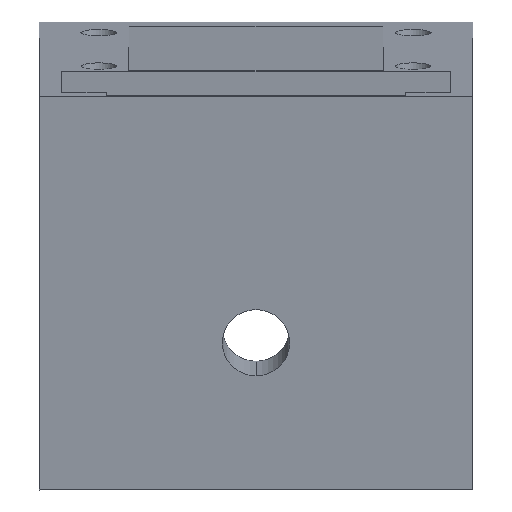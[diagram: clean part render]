
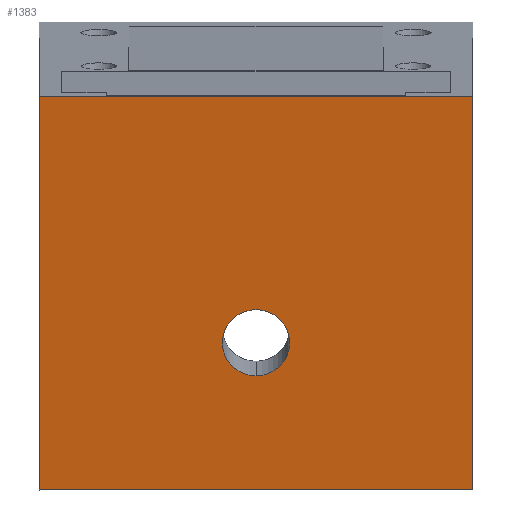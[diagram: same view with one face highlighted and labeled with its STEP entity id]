
A CAD part, top view. The second image highlights one B-rep face of the part: STEP entity #1383.
In plain terms, the highlighted face is planar.
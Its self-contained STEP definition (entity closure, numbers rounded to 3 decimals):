
#17 = CARTESIAN_POINT ( 'NONE',  ( 0., -34.446, 2.4 ) ) ;
#39 = FACE_BOUND ( 'NONE', #696, .T. ) ;
#70 = LINE ( 'NONE', #736, #633 ) ;
#95 = AXIS2_PLACEMENT_3D ( 'NONE', #267, #1031, #827 ) ;
#115 = CARTESIAN_POINT ( 'NONE',  ( 14.5, -29.485, 8.354 ) ) ;
#135 = CARTESIAN_POINT ( 'NONE',  ( 29., -21.511, 17.924 ) ) ;
#161 = DIRECTION ( 'NONE',  ( 1., 0., 0. ) ) ;
#212 = EDGE_CURVE ( 'NONE', #852, #290, #1032, .T. ) ;
#229 = EDGE_CURVE ( 'NONE', #675, #967, #1171, .T. ) ;
#267 = CARTESIAN_POINT ( 'NONE',  ( 14.5, -28.045, 10.083 ) ) ;
#285 = CARTESIAN_POINT ( 'NONE',  ( 0., -17.35, 22.918 ) ) ;
#290 = VERTEX_POINT ( 'NONE', #726 ) ;
#294 = LINE ( 'NONE', #1407, #983 ) ;
#356 = EDGE_CURVE ( 'NONE', #1190, #953, #294, .T. ) ;
#384 = DIRECTION ( 'NONE',  ( 0., -0.768, 0.64 ) ) ;
#387 = DIRECTION ( 'NONE',  ( 0., 0.64, 0.768 ) ) ;
#397 = CARTESIAN_POINT ( 'NONE',  ( 29., -34.446, 2.4 ) ) ;
#403 = DIRECTION ( 'NONE',  ( -1., 0., 0. ) ) ;
#475 = DIRECTION ( 'NONE',  ( 0., 0.64, 0.768 ) ) ;
#476 = LINE ( 'NONE', #728, #1435 ) ;
#483 = DIRECTION ( 'NONE',  ( 0., 0.768, -0.64 ) ) ;
#485 = DIRECTION ( 'NONE',  ( 0., -0.64, -0.768 ) ) ;
#503 = ORIENTED_EDGE ( 'NONE', *, *, #212, .F. ) ;
#524 = ORIENTED_EDGE ( 'NONE', *, *, #1040, .F. ) ;
#628 = EDGE_LOOP ( 'NONE', ( #1274, #973, #863, #797 ) ) ;
#633 = VECTOR ( 'NONE', #403, 1000. ) ;
#675 = VERTEX_POINT ( 'NONE', #17 ) ;
#696 = EDGE_LOOP ( 'NONE', ( #503, #524 ) ) ;
#700 = CIRCLE ( 'NONE', #1035, 2.25 ) ;
#726 = CARTESIAN_POINT ( 'NONE',  ( 14.5, -26.604, 11.811 ) ) ;
#728 = CARTESIAN_POINT ( 'NONE',  ( 0., -34.446, 2.4 ) ) ;
#736 = CARTESIAN_POINT ( 'NONE',  ( 29., -17.35, 22.918 ) ) ;
#774 = AXIS2_PLACEMENT_3D ( 'NONE', #135, #483, #1284 ) ;
#797 = ORIENTED_EDGE ( 'NONE', *, *, #1403, .T. ) ;
#810 = FACE_OUTER_BOUND ( 'NONE', #628, .T. ) ;
#827 = DIRECTION ( 'NONE',  ( 0., -0.64, -0.768 ) ) ;
#852 = VERTEX_POINT ( 'NONE', #115 ) ;
#863 = ORIENTED_EDGE ( 'NONE', *, *, #229, .F. ) ;
#920 = PLANE ( 'NONE',  #774 ) ;
#953 = VERTEX_POINT ( 'NONE', #1226 ) ;
#967 = VERTEX_POINT ( 'NONE', #285 ) ;
#973 = ORIENTED_EDGE ( 'NONE', *, *, #1135, .T. ) ;
#983 = VECTOR ( 'NONE', #387, 1000. ) ;
#1006 = VECTOR ( 'NONE', #475, 1000. ) ;
#1031 = DIRECTION ( 'NONE',  ( 0., -0.768, 0.64 ) ) ;
#1032 = CIRCLE ( 'NONE', #95, 2.25 ) ;
#1035 = AXIS2_PLACEMENT_3D ( 'NONE', #1399, #384, #485 ) ;
#1040 = EDGE_CURVE ( 'NONE', #290, #852, #700, .T. ) ;
#1135 = EDGE_CURVE ( 'NONE', #953, #967, #70, .T. ) ;
#1171 = LINE ( 'NONE', #1363, #1006 ) ;
#1190 = VERTEX_POINT ( 'NONE', #397 ) ;
#1226 = CARTESIAN_POINT ( 'NONE',  ( 29., -17.35, 22.918 ) ) ;
#1274 = ORIENTED_EDGE ( 'NONE', *, *, #356, .T. ) ;
#1284 = DIRECTION ( 'NONE',  ( 0., 0.64, 0.768 ) ) ;
#1363 = CARTESIAN_POINT ( 'NONE',  ( 0., -21.511, 17.924 ) ) ;
#1383 = ADVANCED_FACE ( 'NONE', ( #39, #810 ), #920, .F. ) ;
#1399 = CARTESIAN_POINT ( 'NONE',  ( 14.5, -28.045, 10.083 ) ) ;
#1403 = EDGE_CURVE ( 'NONE', #675, #1190, #476, .T. ) ;
#1407 = CARTESIAN_POINT ( 'NONE',  ( 29., -21.511, 17.924 ) ) ;
#1435 = VECTOR ( 'NONE', #161, 1000. ) ;
